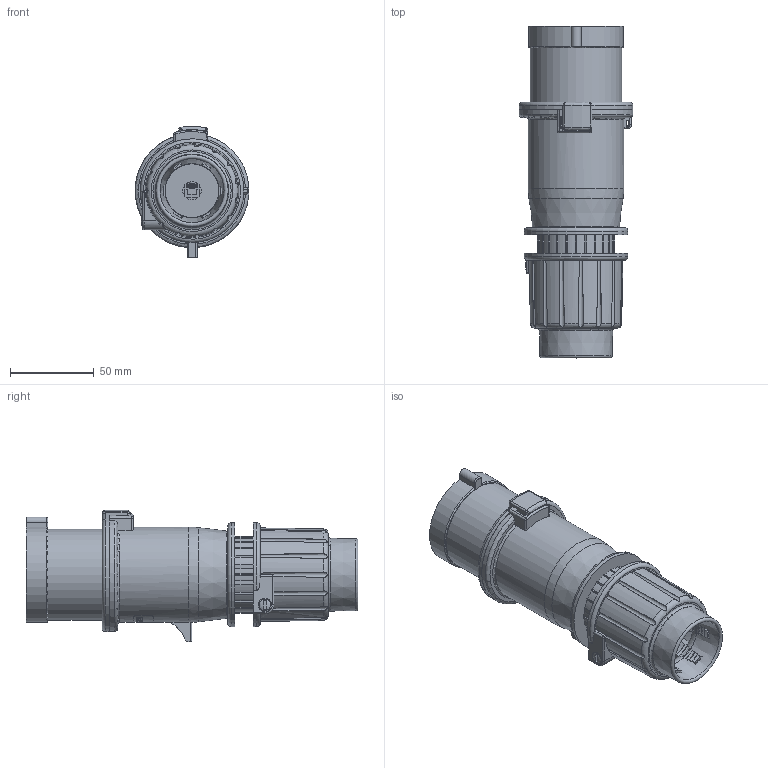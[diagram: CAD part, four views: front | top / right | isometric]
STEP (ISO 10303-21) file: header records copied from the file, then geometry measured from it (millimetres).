
FILE_DESCRIPTION(/* description */ (''),/* implementation_level */ '2;1');
FILE_NAME(/* name */ '4003556.stp',/* time_stamp */ '2019-03-01T11:07:51+01:00',/* author */ (''),/* organization */ (''),/* preprocessor_version */ 'ST-DEVELOPER v16.7',/* originating_system */ 'SIEMENS PLM Software NX 12.0',/* authorisation */ '');
FILE_SCHEMA (('AUTOMOTIVE_DESIGN { 1 0 10303 214 3 1 1 1 }'));
Length unit declared in the file: millimetre
Products named in the file (1): bsom23CC53FBozro
Bounding box: 67.94 x 198.3 x 78.46 mm (x, y, z)
Volume: 175567.1 mm3; surface area: 147671.7 mm2
Topology: 13 solids, 13 shells, 1259 faces, 3336 edges, 2154 vertices
Faces by surface type: plane 494, cylinder 396, cone 144, torus 123, bspline 88, sphere 14
Full cylindrical faces by diameter (mm): 1.5 x1, 1.8 x3, 2 x1, 2.4 x1, 2.7 x3, 2.8 x8, 3 x1, 3.5 x1, 4.2 x4, 4.4 x4, 4.5 x1, 4.7 x4, 5 x3, 5.5 x4, 6 x5, 6.3 x3, 6.9 x1, 7.938 x1, 8 x3, 8.3 x4, 9.002 x1, 9.3 x1, 11 x4, 11.998 x1, 14.3 x1, 14.4 x1, 17.5 x1, 17.6 x1, 20.6 x1, 20.7 x1
Entity records: 46642 total; most frequent: CARTESIAN_POINT 17106, ORIENTED_EDGE 6198, DIRECTION 5844, EDGE_CURVE 3099, AXIS2_PLACEMENT_3D 2300, VERTEX_POINT 2085, EDGE_LOOP 1542, ADVANCED_FACE 1258
